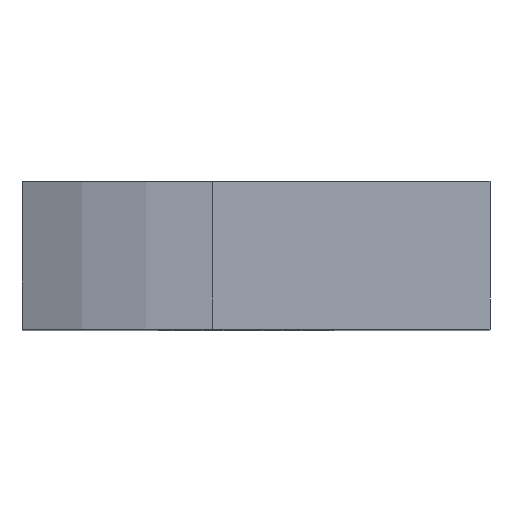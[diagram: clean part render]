
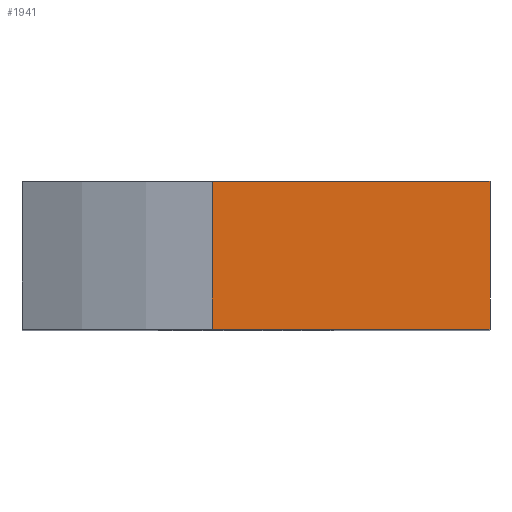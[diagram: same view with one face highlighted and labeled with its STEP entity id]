
A CAD part, top view. The second image highlights one B-rep face of the part: STEP entity #1941.
In plain terms, the highlighted planar face has unit normal (0, 0, 1).
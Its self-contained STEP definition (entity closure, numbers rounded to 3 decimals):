
#55 = VECTOR ( 'NONE', #264, 1000. ) ;
#264 = DIRECTION ( 'NONE',  ( 0., -1., 0. ) ) ;
#518 = CARTESIAN_POINT ( 'NONE',  ( 9.5, 0., 17. ) ) ;
#570 = AXIS2_PLACEMENT_3D ( 'NONE', #4420, #2070, #1617 ) ;
#589 = VERTEX_POINT ( 'NONE', #518 ) ;
#654 = LINE ( 'NONE', #3371, #55 ) ;
#805 = EDGE_CURVE ( 'NONE', #4434, #589, #2127, .T. ) ;
#889 = ORIENTED_EDGE ( 'NONE', *, *, #2364, .F. ) ;
#943 = CARTESIAN_POINT ( 'NONE',  ( 0., 0., 17. ) ) ;
#1043 = CARTESIAN_POINT ( 'NONE',  ( 9.5, 6., 17. ) ) ;
#1407 = DIRECTION ( 'NONE',  ( 1., 0., 0. ) ) ;
#1429 = LINE ( 'NONE', #2813, #2153 ) ;
#1609 = ORIENTED_EDGE ( 'NONE', *, *, #3820, .T. ) ;
#1617 = DIRECTION ( 'NONE',  ( -1., 0., 0. ) ) ;
#1941 = ADVANCED_FACE ( 'NONE', ( #3422 ), #3047, .F. ) ;
#2006 = VECTOR ( 'NONE', #4223, 1000. ) ;
#2070 = DIRECTION ( 'NONE',  ( 0., 0., -1. ) ) ;
#2127 = LINE ( 'NONE', #3490, #2006 ) ;
#2153 = VECTOR ( 'NONE', #1407, 1000. ) ;
#2203 = ORIENTED_EDGE ( 'NONE', *, *, #3454, .T. ) ;
#2275 = VERTEX_POINT ( 'NONE', #3420 ) ;
#2364 = EDGE_CURVE ( 'NONE', #2275, #4434, #1429, .T. ) ;
#2439 = ORIENTED_EDGE ( 'NONE', *, *, #805, .F. ) ;
#2722 = VERTEX_POINT ( 'NONE', #3062 ) ;
#2813 = CARTESIAN_POINT ( 'NONE',  ( 0., 6., 17. ) ) ;
#2969 = EDGE_LOOP ( 'NONE', ( #2203, #2439, #889, #1609 ) ) ;
#3047 = PLANE ( 'NONE',  #570 ) ;
#3062 = CARTESIAN_POINT ( 'NONE',  ( -1.772, 0., 17. ) ) ;
#3371 = CARTESIAN_POINT ( 'NONE',  ( -1.772, 6., 17. ) ) ;
#3420 = CARTESIAN_POINT ( 'NONE',  ( -1.772, 6., 17. ) ) ;
#3422 = FACE_OUTER_BOUND ( 'NONE', #2969, .T. ) ;
#3454 = EDGE_CURVE ( 'NONE', #2722, #589, #3715, .T. ) ;
#3490 = CARTESIAN_POINT ( 'NONE',  ( 9.5, 6., 17. ) ) ;
#3715 = LINE ( 'NONE', #943, #4329 ) ;
#3820 = EDGE_CURVE ( 'NONE', #2275, #2722, #654, .T. ) ;
#4223 = DIRECTION ( 'NONE',  ( 0., -1., 0. ) ) ;
#4329 = VECTOR ( 'NONE', #4397, 1000. ) ;
#4397 = DIRECTION ( 'NONE',  ( 1., 0., 0. ) ) ;
#4420 = CARTESIAN_POINT ( 'NONE',  ( 0., 6., 17. ) ) ;
#4434 = VERTEX_POINT ( 'NONE', #1043 ) ;
